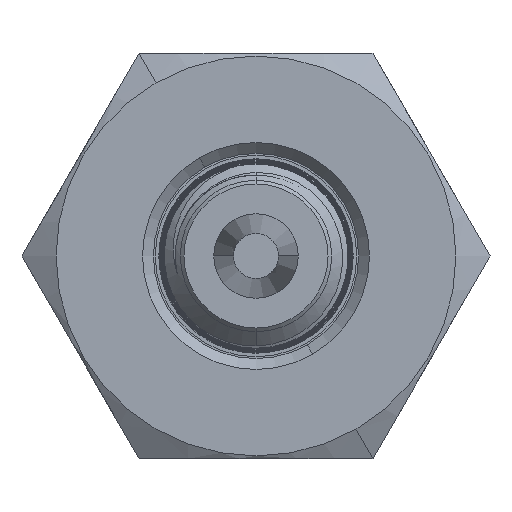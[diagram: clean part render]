
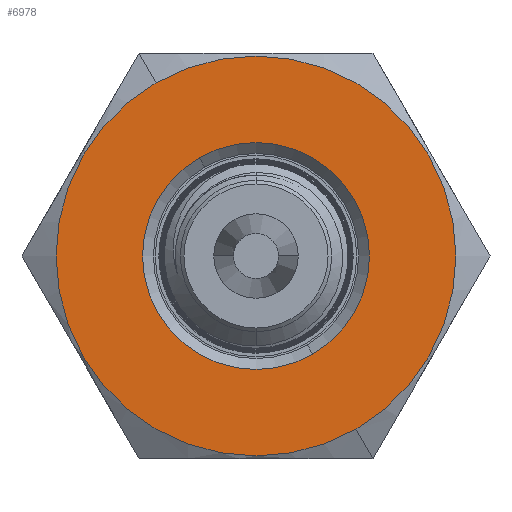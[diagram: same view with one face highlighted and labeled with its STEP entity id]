
A CAD part, left-side view. The second image highlights one B-rep face of the part: STEP entity #6978.
In plain terms, the highlighted planar face has unit normal (-1, 0, 0).
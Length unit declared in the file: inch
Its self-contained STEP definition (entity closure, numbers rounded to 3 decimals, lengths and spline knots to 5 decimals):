
#438 = CIRCLE ( 'NONE', #14180, 0.555 ) ;
#617 = CARTESIAN_POINT ( 'NONE',  ( -0.39568, 0.11573, 0. ) ) ;
#1070 = AXIS2_PLACEMENT_3D ( 'NONE', #617, #7121, #18415 ) ;
#1125 = CIRCLE ( 'NONE', #18401, 0.315 ) ;
#1433 = DIRECTION ( 'NONE',  ( -1., 0., 0. ) ) ;
#1599 = DIRECTION ( 'NONE',  ( -1., 0., 0. ) ) ;
#2411 = VERTEX_POINT ( 'NONE', #10957 ) ;
#2721 = DIRECTION ( 'NONE',  ( -1., 0., 0. ) ) ;
#6213 = VERTEX_POINT ( 'NONE', #7641 ) ;
#6248 = CARTESIAN_POINT ( 'NONE',  ( -0.39568, 0.11573, 0. ) ) ;
#6491 = AXIS2_PLACEMENT_3D ( 'NONE', #10550, #12102, #15281 ) ;
#6978 = ADVANCED_FACE ( 'NONE', ( #12558, #13069 ), #16909, .F. ) ;
#7121 = DIRECTION ( 'NONE',  ( -1., 0., 0. ) ) ;
#7627 = EDGE_CURVE ( 'NONE', #8915, #18078, #438, .T. ) ;
#7641 = CARTESIAN_POINT ( 'NONE',  ( -0.39568, 0.27323, 0.2728 ) ) ;
#8391 = AXIS2_PLACEMENT_3D ( 'NONE', #9579, #1599, #16122 ) ;
#8825 = ORIENTED_EDGE ( 'NONE', *, *, #7627, .T. ) ;
#8915 = VERTEX_POINT ( 'NONE', #12334 ) ;
#9579 = CARTESIAN_POINT ( 'NONE',  ( -0.39568, 0.11573, 0. ) ) ;
#9641 = DIRECTION ( 'NONE',  ( 0., 0.5, 0.866 ) ) ;
#9784 = ORIENTED_EDGE ( 'NONE', *, *, #18848, .F. ) ;
#10550 = CARTESIAN_POINT ( 'NONE',  ( -0.39568, 0.38853, -0.1575 ) ) ;
#10957 = CARTESIAN_POINT ( 'NONE',  ( -0.39568, -0.04177, -0.2728 ) ) ;
#11003 = CARTESIAN_POINT ( 'NONE',  ( -0.39568, -0.16177, -0.48064 ) ) ;
#12102 = DIRECTION ( 'NONE',  ( 1., 0., 0. ) ) ;
#12334 = CARTESIAN_POINT ( 'NONE',  ( -0.39568, 0.39323, 0.48064 ) ) ;
#12393 = DIRECTION ( 'NONE',  ( 0., 0.5, 0.866 ) ) ;
#12558 = FACE_BOUND ( 'NONE', #18079, .T. ) ;
#13069 = FACE_OUTER_BOUND ( 'NONE', #20559, .T. ) ;
#14084 = ORIENTED_EDGE ( 'NONE', *, *, #20279, .F. ) ;
#14180 = AXIS2_PLACEMENT_3D ( 'NONE', #6248, #1433, #9641 ) ;
#14346 = CIRCLE ( 'NONE', #1070, 0.315 ) ;
#15281 = DIRECTION ( 'NONE',  ( 0., -0.5, -0.866 ) ) ;
#16122 = DIRECTION ( 'NONE',  ( 0., 0.5, 0.866 ) ) ;
#16909 = PLANE ( 'NONE',  #6491 ) ;
#16976 = EDGE_CURVE ( 'NONE', #18078, #8915, #19176, .T. ) ;
#18078 = VERTEX_POINT ( 'NONE', #11003 ) ;
#18079 = EDGE_LOOP ( 'NONE', ( #9784, #14084 ) ) ;
#18401 = AXIS2_PLACEMENT_3D ( 'NONE', #20586, #2721, #12393 ) ;
#18413 = ORIENTED_EDGE ( 'NONE', *, *, #16976, .T. ) ;
#18415 = DIRECTION ( 'NONE',  ( 0., 0.5, 0.866 ) ) ;
#18848 = EDGE_CURVE ( 'NONE', #6213, #2411, #14346, .T. ) ;
#19176 = CIRCLE ( 'NONE', #8391, 0.555 ) ;
#20279 = EDGE_CURVE ( 'NONE', #2411, #6213, #1125, .T. ) ;
#20559 = EDGE_LOOP ( 'NONE', ( #18413, #8825 ) ) ;
#20586 = CARTESIAN_POINT ( 'NONE',  ( -0.39568, 0.11573, 0. ) ) ;
